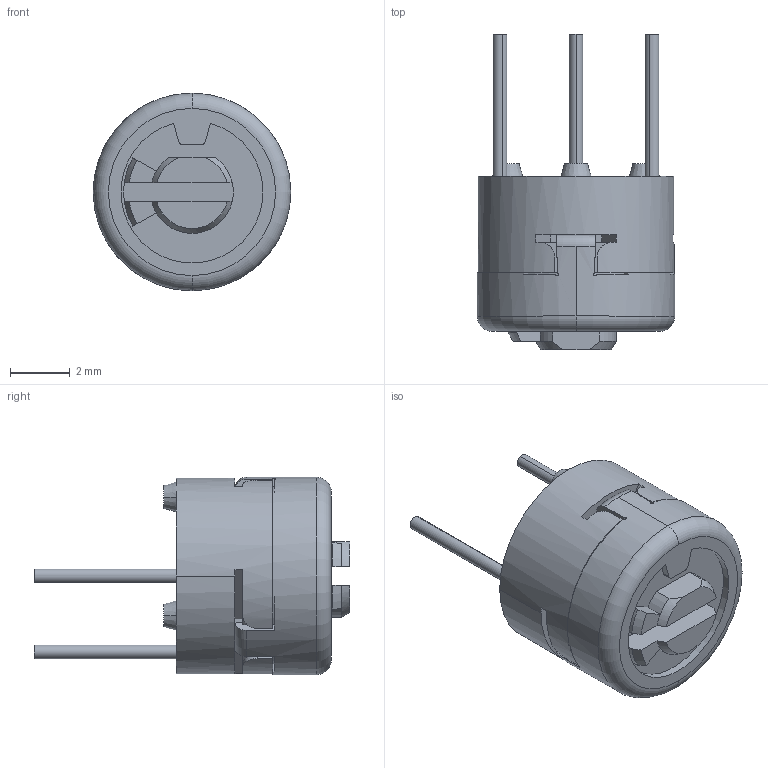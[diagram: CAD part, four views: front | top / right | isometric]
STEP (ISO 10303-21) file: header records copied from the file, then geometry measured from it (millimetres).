
FILE_DESCRIPTION((''),'2;1');
FILE_NAME('3329P-DK9','2023-05-17T15:53:53',('RICKB'),('Bourns, Inc.'),'CREO PARAMETRIC BY PTC INC, 2018050','CREO PARAMETRIC BY PTC INC, 2018050','');
FILE_SCHEMA(('AUTOMOTIVE_DESIGN { 1 0 10303 214 1 1 1 1 }'));
Length unit declared in the file: inch
Products named in the file (1): 3329P-DK9
Bounding box: 6.6 x 10.54 x 6.6 mm (x, y, z)
Volume: 171.9 mm3; surface area: 324.7 mm2
Topology: 1 solids, 1 shells, 169 faces, 474 edges, 308 vertices
Faces by surface type: plane 93, cylinder 47, torus 18, cone 11
Entity records: 7343 total; most frequent: CARTESIAN_POINT 1369, ORIENTED_EDGE 948, DIRECTION 947, PRESENTATION_STYLE_ASSIGNMENT 475, STYLED_ITEM 475, CURVE_STYLE 474, EDGE_CURVE 474, AXIS2_PLACEMENT_3D 349
